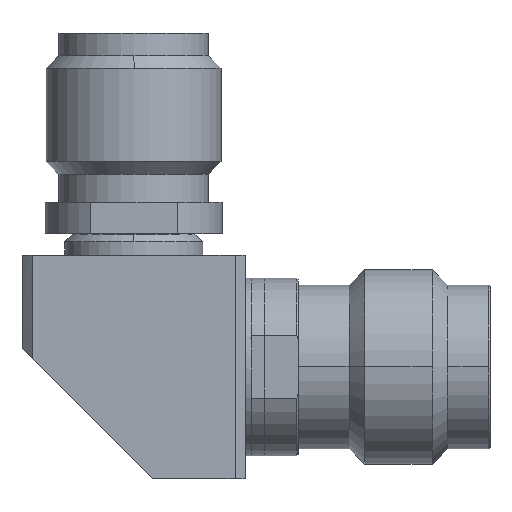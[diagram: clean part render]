
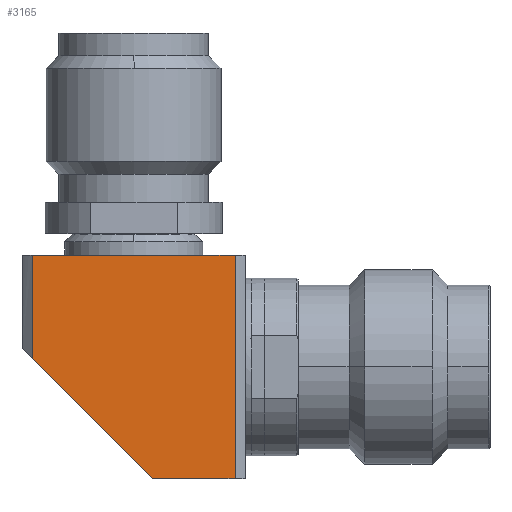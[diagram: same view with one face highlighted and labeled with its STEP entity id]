
A CAD part, top view. The second image highlights one B-rep face of the part: STEP entity #3165.
In plain terms, the highlighted face is planar.
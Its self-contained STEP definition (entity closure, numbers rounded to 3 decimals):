
#95 = VECTOR ( 'NONE', #888, 1000. ) ;
#160 = CARTESIAN_POINT ( 'NONE',  ( -3.96, 0.66, -3.96 ) ) ;
#167 = PLANE ( 'NONE',  #2553 ) ;
#235 = DIRECTION ( 'NONE',  ( 0., 1., 0. ) ) ;
#512 = VECTOR ( 'NONE', #235, 1000. ) ;
#554 = VERTEX_POINT ( 'NONE', #2962 ) ;
#564 = LINE ( 'NONE', #1893, #95 ) ;
#570 = VERTEX_POINT ( 'NONE', #2754 ) ;
#662 = EDGE_CURVE ( 'NONE', #1616, #1234, #2253, .T. ) ;
#710 = VECTOR ( 'NONE', #1444, 1000. ) ;
#751 = EDGE_CURVE ( 'NONE', #1234, #812, #564, .T. ) ;
#772 = EDGE_CURVE ( 'NONE', #812, #570, #2350, .T. ) ;
#812 = VERTEX_POINT ( 'NONE', #833 ) ;
#813 = DIRECTION ( 'NONE',  ( 0., -1., 0. ) ) ;
#829 = CARTESIAN_POINT ( 'NONE',  ( 3.96, 3.597, -3.96 ) ) ;
#833 = CARTESIAN_POINT ( 'NONE',  ( -3.96, 3.597, -3.96 ) ) ;
#888 = DIRECTION ( 'NONE',  ( -1., 0., 0. ) ) ;
#1126 = VECTOR ( 'NONE', #2279, 1000. ) ;
#1234 = VERTEX_POINT ( 'NONE', #829 ) ;
#1358 = ORIENTED_EDGE ( 'NONE', *, *, #662, .F. ) ;
#1365 = ORIENTED_EDGE ( 'NONE', *, *, #1694, .F. ) ;
#1437 = CARTESIAN_POINT ( 'NONE',  ( 0., 0., -3.96 ) ) ;
#1444 = DIRECTION ( 'NONE',  ( 0.707, -0.707, 0. ) ) ;
#1543 = CARTESIAN_POINT ( 'NONE',  ( 0., -3.597, -3.96 ) ) ;
#1616 = VERTEX_POINT ( 'NONE', #3130 ) ;
#1644 = CARTESIAN_POINT ( 'NONE',  ( -3.96, 0., -3.96 ) ) ;
#1694 = EDGE_CURVE ( 'NONE', #570, #554, #2715, .T. ) ;
#1719 = FACE_OUTER_BOUND ( 'NONE', #2496, .T. ) ;
#1893 = CARTESIAN_POINT ( 'NONE',  ( 0., 3.597, -3.96 ) ) ;
#1978 = ORIENTED_EDGE ( 'NONE', *, *, #751, .F. ) ;
#2162 = ORIENTED_EDGE ( 'NONE', *, *, #2874, .F. ) ;
#2253 = LINE ( 'NONE', #2533, #512 ) ;
#2279 = DIRECTION ( 'NONE',  ( 1., 0., 0. ) ) ;
#2281 = ORIENTED_EDGE ( 'NONE', *, *, #772, .F. ) ;
#2350 = LINE ( 'NONE', #1644, #2972 ) ;
#2431 = DIRECTION ( 'NONE',  ( 0., 0., 1. ) ) ;
#2496 = EDGE_LOOP ( 'NONE', ( #2281, #1978, #1358, #2162, #1365 ) ) ;
#2533 = CARTESIAN_POINT ( 'NONE',  ( 3.96, -3.96, -3.96 ) ) ;
#2553 = AXIS2_PLACEMENT_3D ( 'NONE', #1437, #2431, #2945 ) ;
#2715 = LINE ( 'NONE', #160, #710 ) ;
#2754 = CARTESIAN_POINT ( 'NONE',  ( -3.96, 0.66, -3.96 ) ) ;
#2819 = LINE ( 'NONE', #1543, #1126 ) ;
#2874 = EDGE_CURVE ( 'NONE', #554, #1616, #2819, .T. ) ;
#2945 = DIRECTION ( 'NONE',  ( 1., 0., 0. ) ) ;
#2962 = CARTESIAN_POINT ( 'NONE',  ( 0.297, -3.597, -3.96 ) ) ;
#2972 = VECTOR ( 'NONE', #813, 1000. ) ;
#3130 = CARTESIAN_POINT ( 'NONE',  ( 3.96, -3.597, -3.96 ) ) ;
#3165 = ADVANCED_FACE ( 'NONE', ( #1719 ), #167, .F. ) ;
